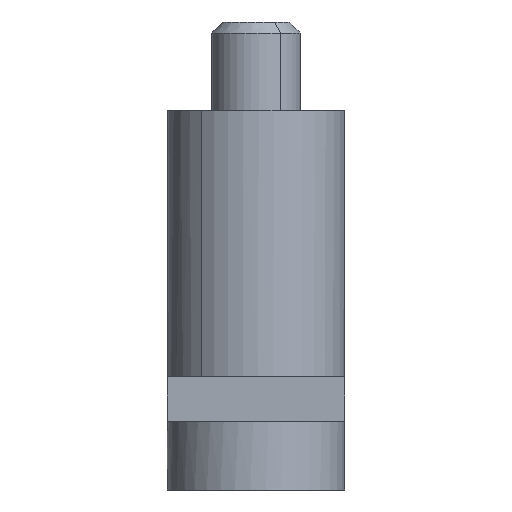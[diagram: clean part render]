
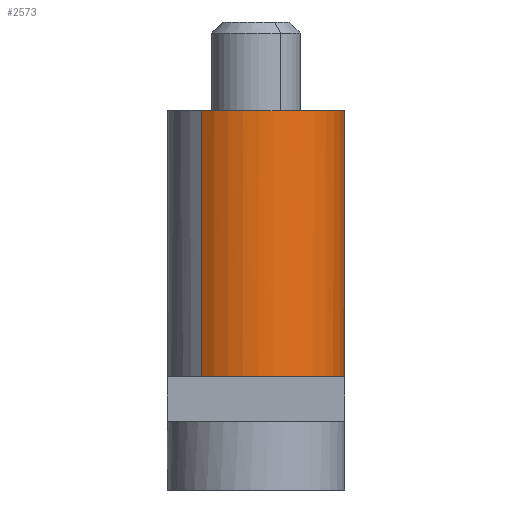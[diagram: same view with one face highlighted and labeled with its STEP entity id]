
A CAD part, left-side view. The second image highlights one B-rep face of the part: STEP entity #2573.
In plain terms, the highlighted cylindrical face has radius 4 mm (diameter 8 mm), a partial arc.
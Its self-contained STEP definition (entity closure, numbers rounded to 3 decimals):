
#48 = AXIS2_PLACEMENT_3D ( 'NONE', #95, #1541, #310 ) ;
#69 = DIRECTION ( 'NONE',  ( 0., 0., -1. ) ) ;
#95 = CARTESIAN_POINT ( 'NONE',  ( -10.565, 97.893, 143.544 ) ) ;
#109 = CARTESIAN_POINT ( 'NONE',  ( -13.707, 100.37, 143.544 ) ) ;
#214 = VERTEX_POINT ( 'NONE', #1209 ) ;
#283 = CARTESIAN_POINT ( 'NONE',  ( -7.424, 95.417, 143.544 ) ) ;
#310 = DIRECTION ( 'NONE',  ( -0.785, 0.619, 0. ) ) ;
#337 = CYLINDRICAL_SURFACE ( 'NONE', #1592, 4. ) ;
#457 = EDGE_CURVE ( 'NONE', #2320, #545, #1914, .T. ) ;
#526 = EDGE_CURVE ( 'NONE', #2320, #1378, #1305, .T. ) ;
#545 = VERTEX_POINT ( 'NONE', #1953 ) ;
#594 = CARTESIAN_POINT ( 'NONE',  ( -13.707, 100.37, 131.544 ) ) ;
#613 = VERTEX_POINT ( 'NONE', #594 ) ;
#618 = DIRECTION ( 'NONE',  ( 0., 0., -1. ) ) ;
#797 = DIRECTION ( 'NONE',  ( 0., 0., -1. ) ) ;
#846 = CARTESIAN_POINT ( 'NONE',  ( -10.565, 97.893, 131.544 ) ) ;
#854 = ORIENTED_EDGE ( 'NONE', *, *, #526, .T. ) ;
#948 = EDGE_CURVE ( 'NONE', #214, #613, #1622, .T. ) ;
#1038 = DIRECTION ( 'NONE',  ( -0.785, 0.619, 0. ) ) ;
#1085 = VECTOR ( 'NONE', #797, 1000. ) ;
#1209 = CARTESIAN_POINT ( 'NONE',  ( -10.565, 93.893, 131.544 ) ) ;
#1216 = DIRECTION ( 'NONE',  ( 0., 0., -1. ) ) ;
#1218 = CARTESIAN_POINT ( 'NONE',  ( -10.565, 97.893, 131.544 ) ) ;
#1237 = EDGE_LOOP ( 'NONE', ( #1292, #854, #2401, #1357, #1816 ) ) ;
#1292 = ORIENTED_EDGE ( 'NONE', *, *, #457, .F. ) ;
#1305 = CIRCLE ( 'NONE', #48, 4. ) ;
#1357 = ORIENTED_EDGE ( 'NONE', *, *, #948, .F. ) ;
#1378 = VERTEX_POINT ( 'NONE', #109 ) ;
#1525 = CARTESIAN_POINT ( 'NONE',  ( -7.424, 95.417, 131.544 ) ) ;
#1541 = DIRECTION ( 'NONE',  ( 0., 0., -1. ) ) ;
#1592 = AXIS2_PLACEMENT_3D ( 'NONE', #1218, #618, #2440 ) ;
#1617 = CARTESIAN_POINT ( 'NONE',  ( -13.707, 100.37, 131.544 ) ) ;
#1622 = CIRCLE ( 'NONE', #2382, 4. ) ;
#1699 = EDGE_CURVE ( 'NONE', #1378, #613, #1711, .T. ) ;
#1711 = LINE ( 'NONE', #1617, #1085 ) ;
#1816 = ORIENTED_EDGE ( 'NONE', *, *, #2165, .F. ) ;
#1914 = LINE ( 'NONE', #1525, #2413 ) ;
#1953 = CARTESIAN_POINT ( 'NONE',  ( -7.424, 95.417, 131.544 ) ) ;
#2149 = FACE_OUTER_BOUND ( 'NONE', #1237, .T. ) ;
#2165 = EDGE_CURVE ( 'NONE', #545, #214, #2310, .T. ) ;
#2254 = DIRECTION ( 'NONE',  ( 0., 0., -1. ) ) ;
#2310 = CIRCLE ( 'NONE', #2451, 4. ) ;
#2320 = VERTEX_POINT ( 'NONE', #283 ) ;
#2382 = AXIS2_PLACEMENT_3D ( 'NONE', #2411, #1216, #2620 ) ;
#2401 = ORIENTED_EDGE ( 'NONE', *, *, #1699, .T. ) ;
#2411 = CARTESIAN_POINT ( 'NONE',  ( -10.565, 97.893, 131.544 ) ) ;
#2413 = VECTOR ( 'NONE', #69, 1000. ) ;
#2440 = DIRECTION ( 'NONE',  ( -0.785, 0.619, 0. ) ) ;
#2451 = AXIS2_PLACEMENT_3D ( 'NONE', #846, #2254, #1038 ) ;
#2573 = ADVANCED_FACE ( 'NONE', ( #2149 ), #337, .T. ) ;
#2620 = DIRECTION ( 'NONE',  ( -0.785, 0.619, 0. ) ) ;
